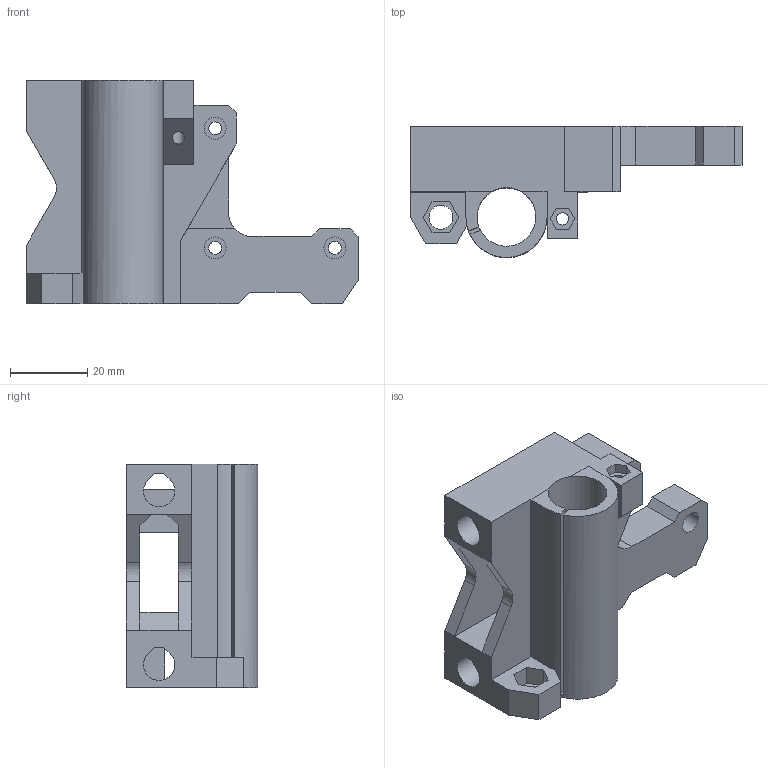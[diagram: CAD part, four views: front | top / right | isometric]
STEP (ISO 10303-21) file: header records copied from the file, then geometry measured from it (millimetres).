
FILE_DESCRIPTION(('FreeCAD Model'),'2;1');
FILE_NAME('x-axis-motor-end.stp' ,'2014-11-10T11:28:06',('FreeCAD'),('FreeCAD'), 'Open CASCADE STEP processor 6.7','FreeCAD','Unknown');
FILE_SCHEMA(('AUTOMOTIVE_DESIGN_CC2 { 1 2 10303 214 -1 1 5 4 }'));
Length unit declared in the file: millimetre
Products named in the file (1): x-axis-motor-end-final
Bounding box: 86 x 34.01 x 58 mm (x, y, z)
Volume: 43931.6 mm3; surface area: 22307.5 mm2
Topology: 1 solids, 1 shells, 100 faces, 288 edges, 190 vertices
Faces by surface type: plane 85, cylinder 15
Full cylindrical faces by diameter (mm): 3.2 x1, 3.3 x3, 5.7 x3, 6.2 x1, 15.2 x1
Entity records: 7071 total; most frequent: CARTESIAN_POINT 1445, DIRECTION 990, LINE 696, VECTOR 696, ORIENTED_EDGE 576, PCURVE 576, DEFINITIONAL_REPRESENTATION 576, EDGE_CURVE 288
